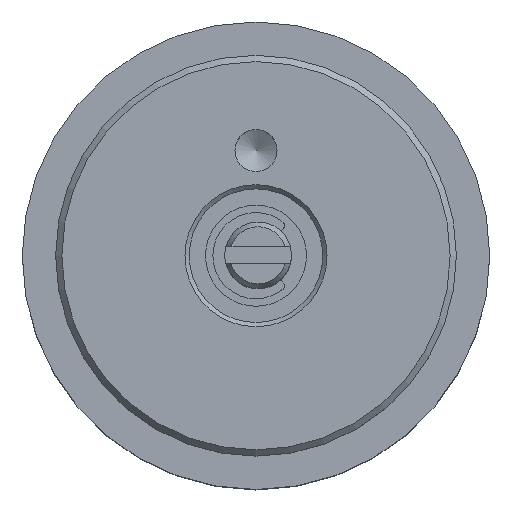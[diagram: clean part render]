
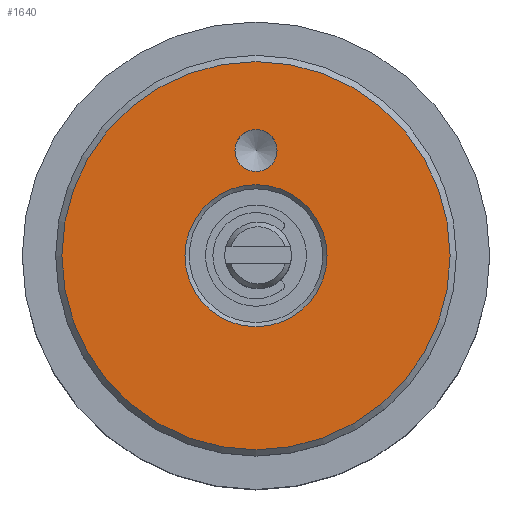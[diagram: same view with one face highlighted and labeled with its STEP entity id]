
A CAD part, top view. The second image highlights one B-rep face of the part: STEP entity #1640.
In plain terms, the highlighted planar face has unit normal (0, 0, 1).
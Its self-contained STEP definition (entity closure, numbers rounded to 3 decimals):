
#1640=ADVANCED_FACE('', (#1650,#1660,#1670), #1680, .T.);
#7290=AXIS2_PLACEMENT_3D('Ax2Pl3d', #7300, #7310, #7320);
#7330=AXIS2_PLACEMENT_3D('Ax2Pl3d', #7340, #7350, #7360);
#7370=AXIS2_PLACEMENT_3D('Ax2Pl3d', #7380, #7390, #7400);
#7410=AXIS2_PLACEMENT_3D('Ax2Pl3d', #7420, #7430, #7440);
#7300=CARTESIAN_POINT('HicPkt', (-9.225,0.,0.));
#7340=CARTESIAN_POINT('HicPkt', (0.,0.,0.));
#12640=CARTESIAN_POINT('', (-9.225,0.,0.));
#7380=CARTESIAN_POINT('HicPkt', (0.,5.,0.));
#12650=CARTESIAN_POINT('', (-1.,5.,0.));
#7420=CARTESIAN_POINT('HicPkt', (0.,0.,0.));
#12660=CARTESIAN_POINT('', (-3.375,0.,0.));
#13880=CIRCLE('Circle', #7330, 9.225);
#13890=CIRCLE('Circle', #7370, 1.);
#13900=CIRCLE('Circle', #7410, 3.375);
#7310=DIRECTION('Axis', (0.,0.,1.));
#7320=DIRECTION('RefDirection', (1.,0.,-0.));
#7350=DIRECTION('Axis', (0.,0.,1.));
#7360=DIRECTION('RefDirection', (1.,0.,-0.));
#7390=DIRECTION('Axis', (0.,0.,-1.));
#7400=DIRECTION('RefDirection', (-1.,-0.,0.));
#7430=DIRECTION('Axis', (0.,0.,1.));
#7440=DIRECTION('RefDirection', (1.,0.,-0.));
#19240=EDGE_CURVE('', #19250, #19250, #13880, .T.);
#19260=EDGE_CURVE('', #19270, #19270, #13890, .T.);
#19280=EDGE_CURVE('', #19290, #19290, #13900, .T.);
#22500=EDGE_LOOP('Edge_loop', (#22510));
#22520=EDGE_LOOP('Edge_loop', (#22530));
#22540=EDGE_LOOP('Edge_loop', (#22550));
#1660=FACE_BOUND('', #22520, .T.);
#1670=FACE_BOUND('', #22540, .T.);
#1650=FACE_OUTER_BOUND('Face_outer_bound', #22500, .T.);
#22510=ORIENTED_EDGE('', *, *, #19240, .T.);
#22530=ORIENTED_EDGE('', *, *, #19260, .T.);
#22550=ORIENTED_EDGE('', *, *, #19280, .F.);
#1680=PLANE('Plane', #7290);
#19250=VERTEX_POINT('', #12640);
#19270=VERTEX_POINT('', #12650);
#19290=VERTEX_POINT('', #12660);
